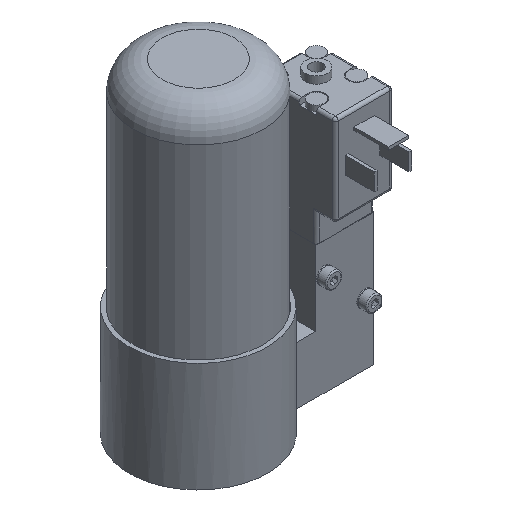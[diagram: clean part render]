
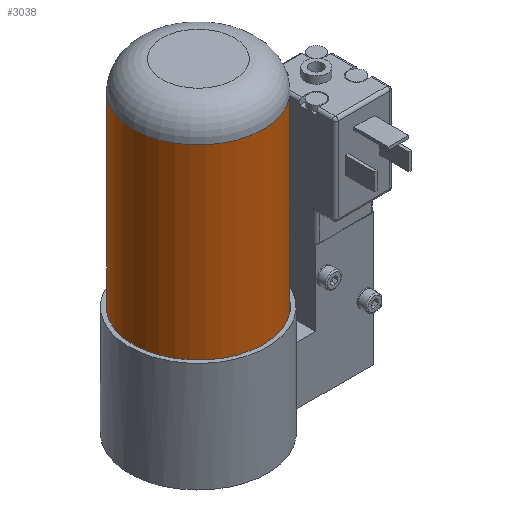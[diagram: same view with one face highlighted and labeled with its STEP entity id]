
A CAD part, isometric view. The second image highlights one B-rep face of the part: STEP entity #3038.
In plain terms, the highlighted cylindrical face has radius 22.5 mm (diameter 45 mm), a full revolution.
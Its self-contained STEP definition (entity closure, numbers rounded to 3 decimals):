
#3038=ADVANCED_FACE('',(#3406,#3407),#3163,.T.);
#3163=CYLINDRICAL_SURFACE('',#6279,22.5);
#3406=FACE_BOUND('',#3831,.T.);
#3407=FACE_BOUND('',#3832,.T.);
#3831=EDGE_LOOP('',(#4721));
#3832=EDGE_LOOP('',(#4722));
#4721=ORIENTED_EDGE('',*,*,#5608,.T.);
#4722=ORIENTED_EDGE('',*,*,#5607,.F.);
#5151=VERTEX_POINT('',#8773);
#5152=VERTEX_POINT('',#8776);
#5607=EDGE_CURVE('',#5151,#5151,#5838,.T.);
#5608=EDGE_CURVE('',#5152,#5152,#5839,.T.);
#5838=CIRCLE('',#6276,22.5);
#5839=CIRCLE('',#6278,22.5);
#6276=AXIS2_PLACEMENT_3D('',#8772,#7370,#7371);
#6278=AXIS2_PLACEMENT_3D('',#8775,#7374,#7375);
#6279=AXIS2_PLACEMENT_3D('',#8777,#7376,#7377);
#7370=DIRECTION('',(0.,0.,-1.));
#7371=DIRECTION('',(-1.,0.,0.));
#7374=DIRECTION('',(0.,0.,-1.));
#7375=DIRECTION('',(-1.,0.,0.));
#7376=DIRECTION('',(0.,0.,-1.));
#7377=DIRECTION('',(-1.,0.,0.));
#8772=CARTESIAN_POINT('',(0.,0.,0.));
#8773=CARTESIAN_POINT('',(-22.5,0.,0.));
#8775=CARTESIAN_POINT('',(0.,0.,75.));
#8776=CARTESIAN_POINT('',(-22.5,0.,75.));
#8777=CARTESIAN_POINT('',(0.,0.,0.));
